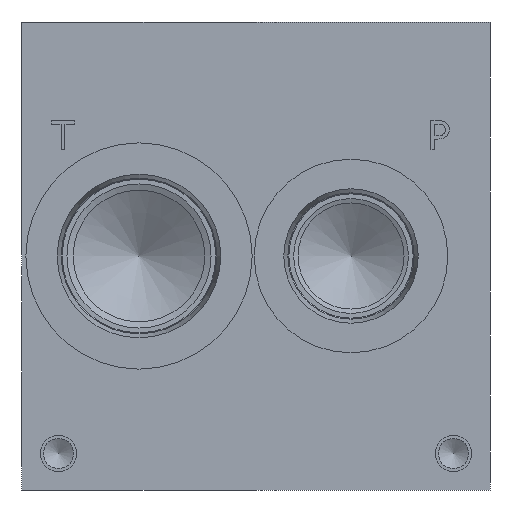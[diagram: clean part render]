
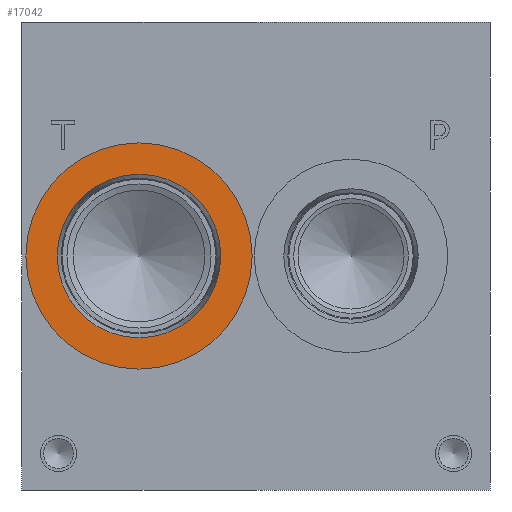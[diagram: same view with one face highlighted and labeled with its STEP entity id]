
A CAD part, left-side view. The second image highlights one B-rep face of the part: STEP entity #17042.
In plain terms, the highlighted planar face has unit normal (-1, 0, 0).
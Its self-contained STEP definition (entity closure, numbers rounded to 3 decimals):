
#737=CIRCLE('',#18232,24.562);
#738=CIRCLE('',#18233,24.562);
#739=CIRCLE('',#18235,17.755);
#740=CIRCLE('',#18236,17.755);
#883=FACE_BOUND('',#3387,.T.);
#2378=FACE_OUTER_BOUND('',#3386,.T.);
#3386=EDGE_LOOP('',(#14964,#14965));
#3387=EDGE_LOOP('',(#14966,#14967));
#8006=VERTEX_POINT('',#29521);
#8007=VERTEX_POINT('',#29523);
#8008=VERTEX_POINT('',#29527);
#8009=VERTEX_POINT('',#29528);
#10365=EDGE_CURVE('',#8006,#8007,#737,.T.);
#10366=EDGE_CURVE('',#8007,#8006,#738,.T.);
#10367=EDGE_CURVE('',#8008,#8009,#739,.T.);
#10368=EDGE_CURVE('',#8009,#8008,#740,.T.);
#14964=ORIENTED_EDGE('',*,*,#10366,.F.);
#14965=ORIENTED_EDGE('',*,*,#10365,.F.);
#14966=ORIENTED_EDGE('',*,*,#10367,.T.);
#14967=ORIENTED_EDGE('',*,*,#10368,.T.);
#15593=PLANE('',#18234);
#17042=ADVANCED_FACE('',(#2378,#883),#15593,.F.);
#18232=AXIS2_PLACEMENT_3D('',#29524,#22047,#22048);
#18233=AXIS2_PLACEMENT_3D('',#29525,#22049,#22050);
#18234=AXIS2_PLACEMENT_3D('',#29526,#22051,#22052);
#18235=AXIS2_PLACEMENT_3D('',#29529,#22053,#22054);
#18236=AXIS2_PLACEMENT_3D('',#29530,#22055,#22056);
#22047=DIRECTION('center_axis',(1.,0.,0.));
#22048=DIRECTION('ref_axis',(0.,0.,-1.));
#22049=DIRECTION('center_axis',(1.,0.,0.));
#22050=DIRECTION('ref_axis',(0.,0.,-1.));
#22051=DIRECTION('center_axis',(1.,0.,0.));
#22052=DIRECTION('ref_axis',(0.,0.,-1.));
#22053=DIRECTION('center_axis',(1.,0.,0.));
#22054=DIRECTION('ref_axis',(0.,0.,-1.));
#22055=DIRECTION('center_axis',(1.,0.,0.));
#22056=DIRECTION('ref_axis',(0.,0.,-1.));
#29521=CARTESIAN_POINT('',(0.787,76.2,26.238));
#29523=CARTESIAN_POINT('',(0.787,76.2,75.362));
#29524=CARTESIAN_POINT('Origin',(0.787,76.2,50.8));
#29525=CARTESIAN_POINT('Origin',(0.787,76.2,50.8));
#29526=CARTESIAN_POINT('Origin',(0.787,76.2,68.555));
#29527=CARTESIAN_POINT('',(0.787,76.2,68.555));
#29528=CARTESIAN_POINT('',(0.787,76.2,33.045));
#29529=CARTESIAN_POINT('Origin',(0.787,76.2,50.8));
#29530=CARTESIAN_POINT('Origin',(0.787,76.2,50.8));
